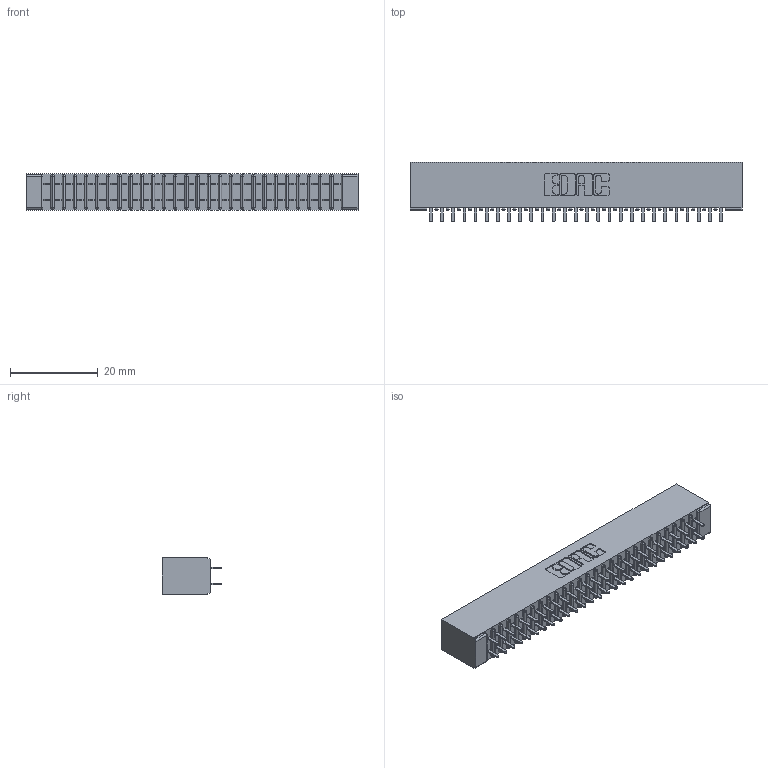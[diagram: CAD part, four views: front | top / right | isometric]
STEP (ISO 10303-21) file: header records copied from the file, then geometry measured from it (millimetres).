
FILE_DESCRIPTION (( 'STEP AP203' ), '1' );
FILE_NAME ('391-054-524-201.STEP', '2018-08-09T07:14:44', ( '' ), ( '' ), 'SwSTEP 2.0', 'SolidWorks 2016', '' );
FILE_SCHEMA (( 'CONFIG_CONTROL_DESIGN' ));
Length unit declared in the file: inch
Products named in the file (3): 341 Part_No Mounting Lugs; 341-292-001_341-292-124; 391-054-524-201
Assembly tree (55 placements, depth 2):
  391-054-524-201
    341 Part_No Mounting Lugs
    341-292-001_341-292-124  x54
Bounding box: 75.56 x 13.64 x 8.38 mm (x, y, z)
Volume: 4412.1 mm3; surface area: 10070.7 mm2
Topology: 55 solids, 55 shells, 3672 faces, 10633 edges, 6886 vertices
Faces by surface type: plane 2224, cylinder 1340, sphere 56, torus 52
Entity records: 34396 total; most frequent: CARTESIAN_POINT 5717, ORIENTED_EDGE 5678, DIRECTION 5557, EDGE_CURVE 2839, LINE 2281, VECTOR 2281, VERTEX_POINT 1798, AXIS2_PLACEMENT_3D 1638
